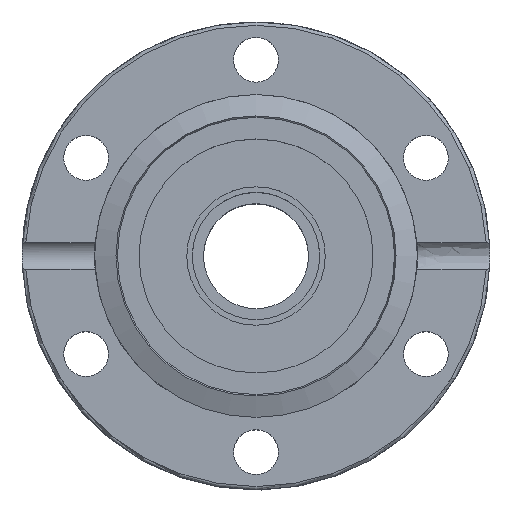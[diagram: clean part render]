
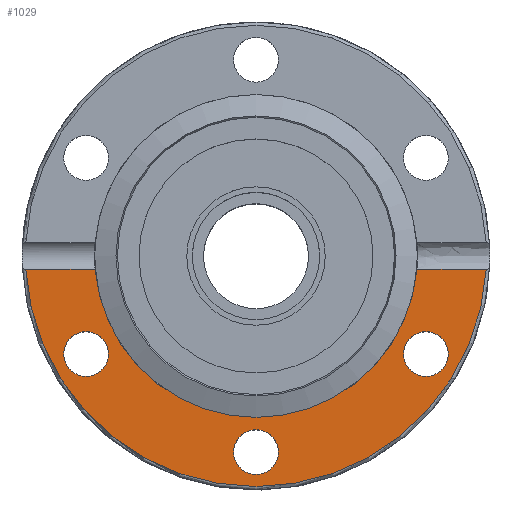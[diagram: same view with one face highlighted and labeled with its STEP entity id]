
A CAD part, top view. The second image highlights one B-rep face of the part: STEP entity #1029.
In plain terms, the highlighted planar face has unit normal (0, 0, 1).
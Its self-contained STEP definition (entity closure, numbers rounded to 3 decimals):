
#283=CARTESIAN_POINT('',(34.442,-2.,13.0));
#284=VERTEX_POINT('',#283);
#285=CARTESIAN_POINT('',(24.067,-2.,13.0));
#286=VERTEX_POINT('',#285);
#287=CARTESIAN_POINT('',(34.442,-2.,13.0));
#288=DIRECTION('',(-1.0,0.0,0.0));
#289=VECTOR('',#288,10.375);
#290=LINE('',#287,#289);
#291=EDGE_CURVE('',#284,#286,#290,.T.);
#408=CARTESIAN_POINT('',(-24.067,-2.,13.0));
#409=VERTEX_POINT('',#408);
#435=CARTESIAN_POINT('',(0.0,0.,13.0));
#436=DIRECTION('',(0.0,0.0,-1.0));
#437=DIRECTION('',(0.0,-1.0,0.0));
#438=AXIS2_PLACEMENT_3D('',#435,#436,#437);
#439=CIRCLE('',#438,24.15);
#440=EDGE_CURVE('',#286,#409,#439,.T.);
#565=CARTESIAN_POINT('',(-34.442,-2.,13.0));
#566=VERTEX_POINT('',#565);
#580=CARTESIAN_POINT('',(-24.067,-2.,13.0));
#581=DIRECTION('',(-1.0,0.0,0.0));
#582=VECTOR('',#581,10.375);
#583=LINE('',#580,#582);
#584=EDGE_CURVE('',#409,#566,#583,.T.);
#627=CARTESIAN_POINT('',(23.743,-17.576,13.0));
#628=VERTEX_POINT('',#627);
#629=CARTESIAN_POINT('',(25.418,-14.675,13.));
#630=DIRECTION('',(0.0,0.0,-1.));
#631=DIRECTION('',(-0.5,-0.866,0.0));
#632=AXIS2_PLACEMENT_3D('',#629,#630,#631);
#633=CIRCLE('',#632,3.35);
#634=EDGE_CURVE('',#628,#628,#633,.T.);
#676=CARTESIAN_POINT('',(-3.35,-29.35,13.0));
#677=VERTEX_POINT('',#676);
#678=CARTESIAN_POINT('',(0.,-29.35,13.));
#679=DIRECTION('',(0.0,0.0,-1.0));
#680=DIRECTION('',(-1.0,0.0,0.0));
#681=AXIS2_PLACEMENT_3D('',#678,#679,#680);
#682=CIRCLE('',#681,3.35);
#683=EDGE_CURVE('',#677,#677,#682,.T.);
#725=CARTESIAN_POINT('',(-27.093,-11.774,13.0));
#726=VERTEX_POINT('',#725);
#727=CARTESIAN_POINT('',(-25.418,-14.675,13.));
#728=DIRECTION('',(0.0,0.0,-1.0));
#729=DIRECTION('',(-0.5,0.866,0.0));
#730=AXIS2_PLACEMENT_3D('',#727,#728,#729);
#731=CIRCLE('',#730,3.35);
#732=EDGE_CURVE('',#726,#726,#731,.T.);
#997=CARTESIAN_POINT('',(0.0,0.0,13.0));
#998=DIRECTION('',(0.0,0.0,-1.0));
#999=DIRECTION('',(-1.0,0.0,0.0));
#1000=AXIS2_PLACEMENT_3D('',#997,#998,#999);
#1001=CIRCLE('',#1000,34.5);
#1002=EDGE_CURVE('',#284,#566,#1001,.T.);
#1009=CARTESIAN_POINT('',(0.0,0.0,13.0));
#1010=DIRECTION('',(0.0,0.0,-1.0));
#1011=DIRECTION('',(-1.0,0.0,0.0));
#1012=AXIS2_PLACEMENT_3D('',#1009,#1010,#1011);
#1013=PLANE('',#1012);
#1014=ORIENTED_EDGE('',*,*,#291,.T.);
#1015=ORIENTED_EDGE('',*,*,#440,.T.);
#1016=ORIENTED_EDGE('',*,*,#584,.T.);
#1017=ORIENTED_EDGE('',*,*,#1002,.F.);
#1018=EDGE_LOOP('',(#1014,#1015,#1016,#1017));
#1019=FACE_OUTER_BOUND('',#1018,.T.);
#1020=ORIENTED_EDGE('',*,*,#634,.T.);
#1021=EDGE_LOOP('',(#1020));
#1022=FACE_BOUND('',#1021,.T.);
#1023=ORIENTED_EDGE('',*,*,#683,.T.);
#1024=EDGE_LOOP('',(#1023));
#1025=FACE_BOUND('',#1024,.T.);
#1026=ORIENTED_EDGE('',*,*,#732,.T.);
#1027=EDGE_LOOP('',(#1026));
#1028=FACE_BOUND('',#1027,.T.);
#1029=ADVANCED_FACE('',(#1019,#1022,#1025,#1028),#1013,.F.);
